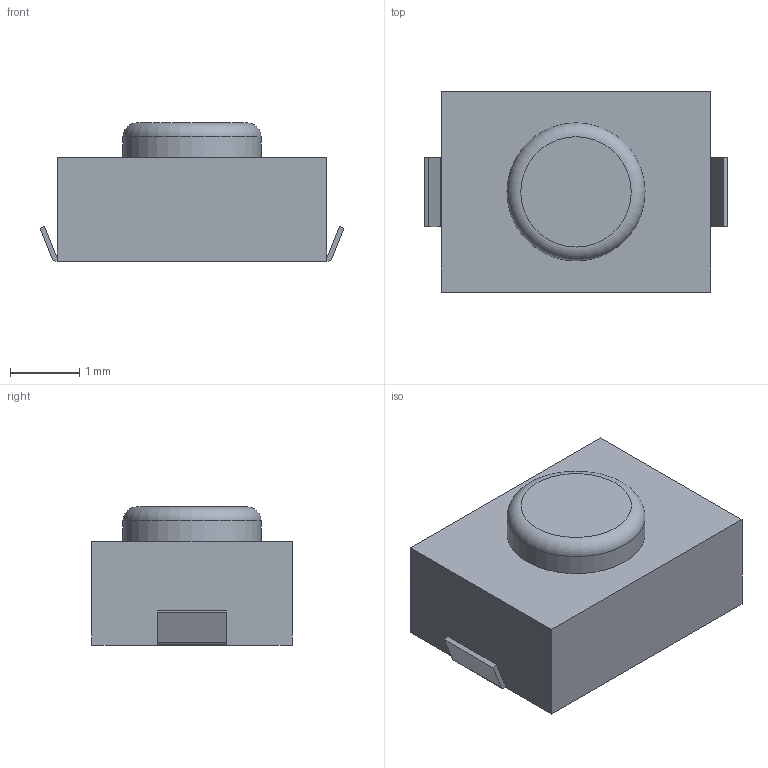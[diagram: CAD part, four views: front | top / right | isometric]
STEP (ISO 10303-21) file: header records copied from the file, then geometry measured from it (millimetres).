
FILE_DESCRIPTION( ( '' ), ' ' );
FILE_NAME( '5878b0c6608a37105d079ccb.step', '2017-01-13T10:49:42', ( '' ), ( '' ), ' ', ' ', ' ' );
FILE_SCHEMA( ( 'AUTOMOTIVE_DESIGN { 1 0 10303 214 1 1 1 1 }' ) );
Length unit declared in the file: metre
Products named in the file (1): Open CASCADE STEP translator 6.8 1
Bounding box: 4.4 x 2.9 x 2 mm (x, y, z)
Volume: 18.6 mm3; surface area: 47.8 mm2
Topology: 1 solids, 1 shells, 25 faces, 65 edges, 43 vertices
Faces by surface type: plane 19, cylinder 5, torus 1
Full cylindrical faces by diameter (mm): 2 x1
Entity records: 1283 total; most frequent: CARTESIAN_POINT 132, DIRECTION 126, ORIENTED_EDGE 126, STYLED_ITEM 88, PRESENTATION_STYLE_ASSIGNMENT 88, COLOUR_RGB 88, EDGE_CURVE 63, CURVE_STYLE 63
